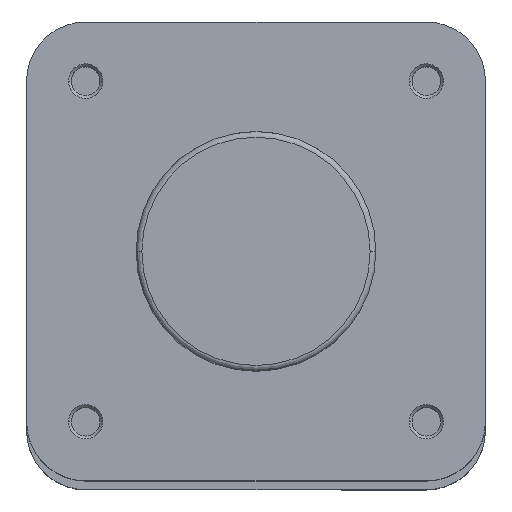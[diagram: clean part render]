
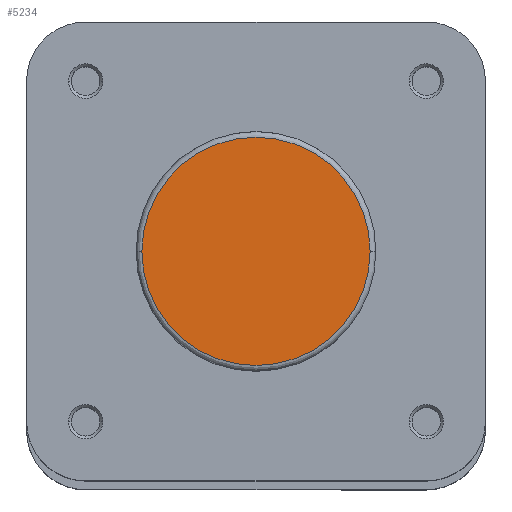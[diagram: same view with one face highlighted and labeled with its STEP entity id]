
A CAD part, top view. The second image highlights one B-rep face of the part: STEP entity #5234.
In plain terms, the highlighted planar face has unit normal (0, 0, 1).
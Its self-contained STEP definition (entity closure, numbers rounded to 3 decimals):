
#1039 = CARTESIAN_POINT ( 'NONE',  ( 0., 0., 0. ) ) ;
#1040 = DIRECTION ( 'NONE',  ( 0., 0., 1. ) ) ;
#1041 = DIRECTION ( 'NONE',  ( -1., 0., 0. ) ) ;
#1547 = FACE_OUTER_BOUND ( 'NONE', #4092, .T. ) ;
#1979 = CARTESIAN_POINT ( 'NONE',  ( 0., 0., 0. ) ) ;
#1986 = DIRECTION ( 'NONE',  ( 0., 0., 1. ) ) ;
#1987 = DIRECTION ( 'NONE',  ( -1., 0., 0. ) ) ;
#2454 = DIRECTION ( 'NONE',  ( -1., 0., 0. ) ) ;
#2455 = DIRECTION ( 'NONE',  ( 0., 0., -1. ) ) ;
#2463 = CARTESIAN_POINT ( 'NONE',  ( 0., 20.9, 0. ) ) ;
#2467 = PLANE ( 'NONE',  #5929 ) ;
#2504 = VERTEX_POINT ( 'NONE', #2692 ) ;
#2507 = VERTEX_POINT ( 'NONE', #2590 ) ;
#2590 = CARTESIAN_POINT ( 'NONE',  ( -19.9, 0., 0. ) ) ;
#2692 = CARTESIAN_POINT ( 'NONE',  ( 19.9, 0., 0. ) ) ;
#3124 = CIRCLE ( 'NONE', #6202, 19.9 ) ;
#3410 = CIRCLE ( 'NONE', #6322, 19.9 ) ;
#3763 = ORIENTED_EDGE ( 'NONE', *, *, #5543, .T. ) ;
#3776 = ORIENTED_EDGE ( 'NONE', *, *, #5750, .T. ) ;
#4092 = EDGE_LOOP ( 'NONE', ( #3776, #3763 ) ) ;
#5234 = ADVANCED_FACE ( 'NONE', ( #1547 ), #2467, .F. ) ;
#5543 = EDGE_CURVE ( 'NONE', #2504, #2507, #3124, .T. ) ;
#5750 = EDGE_CURVE ( 'NONE', #2507, #2504, #3410, .T. ) ;
#5929 = AXIS2_PLACEMENT_3D ( 'NONE', #2463, #2455, #2454 ) ;
#6202 = AXIS2_PLACEMENT_3D ( 'NONE', #1039, #1040, #1041 ) ;
#6322 = AXIS2_PLACEMENT_3D ( 'NONE', #1979, #1986, #1987 ) ;
